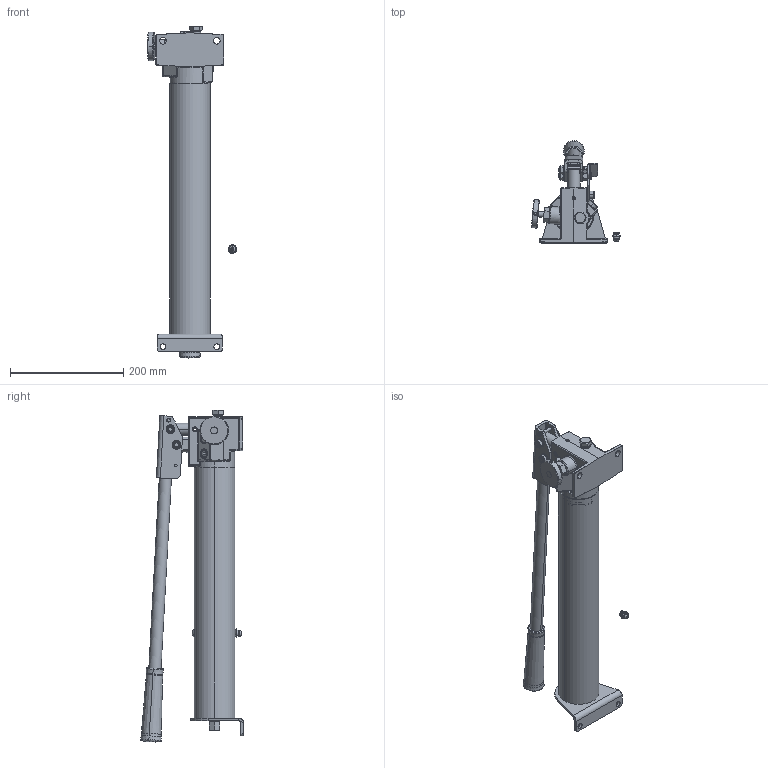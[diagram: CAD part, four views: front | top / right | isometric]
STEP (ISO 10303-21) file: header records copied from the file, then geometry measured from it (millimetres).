
FILE_DESCRIPTION (( 'STEP AP203' ), '1' );
FILE_NAME ('H2810.STEP', '2017-04-10T06:44:41', ( '' ), ( '' ), 'SwSTEP 2.0', 'SolidWorks 2017', '' );
FILE_SCHEMA (( 'CONFIG_CONTROL_DESIGN' ));
Length unit declared in the file: millimetre
Products named in the file (1): H2810
Bounding box: 157.55 x 181.84 x 586.18 mm (x, y, z)
Volume: 1027028.7 mm3; surface area: 445505.2 mm2
Topology: 39 solids, 39 shells, 1262 faces, 2861 edges, 1693 vertices
Faces by surface type: cylinder 450, plane 332, cone 317, torus 66, bspline 62, sphere 35
Entity records: 39947 total; most frequent: CARTESIAN_POINT 11937, DIRECTION 6071, ORIENTED_EDGE 5646, EDGE_CURVE 2823, AXIS2_PLACEMENT_3D 2486, VERTEX_POINT 1693, EDGE_LOOP 1410, CIRCLE 1285
